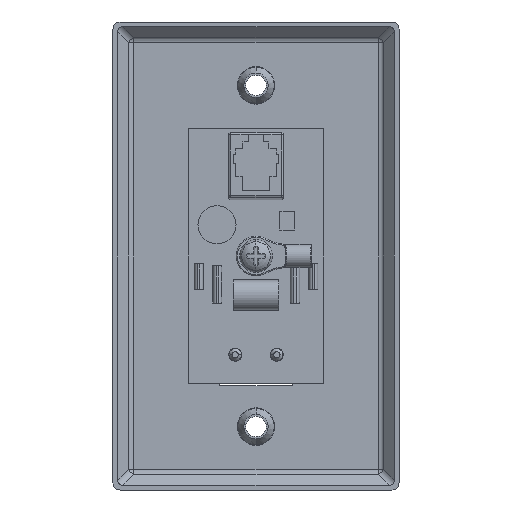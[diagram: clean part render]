
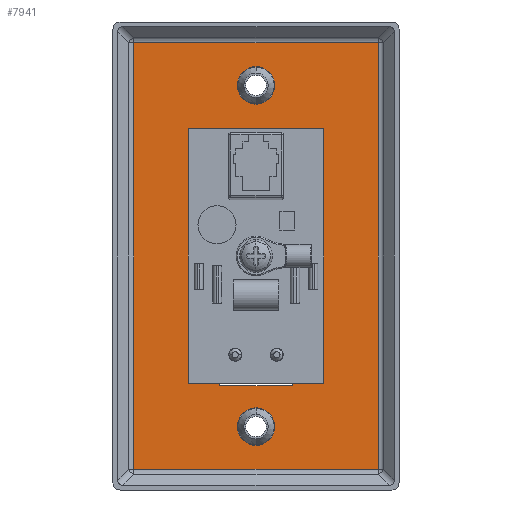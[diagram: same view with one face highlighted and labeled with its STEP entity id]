
A CAD part, front view. The second image highlights one B-rep face of the part: STEP entity #7941.
In plain terms, the highlighted planar face has unit normal (0, -1, 0).
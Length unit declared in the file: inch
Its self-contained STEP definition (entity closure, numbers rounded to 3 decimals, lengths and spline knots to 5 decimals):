
#7639 = EDGE_CURVE ( 'NONE', #7716, #7715, #19305, .T. ) ;
#7652 = EDGE_CURVE ( 'NONE', #7752, #7753, #19023, .T. ) ;
#7715 = VERTEX_POINT ( 'NONE', #19031 ) ;
#7716 = VERTEX_POINT ( 'NONE', #19030 ) ;
#7752 = VERTEX_POINT ( 'NONE', #19147 ) ;
#7753 = VERTEX_POINT ( 'NONE', #19146 ) ;
#7767 = VERTEX_POINT ( 'NONE', #19439 ) ;
#7769 = EDGE_CURVE ( 'NONE', #7771, #7767, #19377, .T. ) ;
#7771 = VERTEX_POINT ( 'NONE', #19437 ) ;
#7934 = ORIENTED_EDGE ( 'NONE', *, *, #7652, .F. ) ;
#7935 = EDGE_LOOP ( 'NONE', ( #7958, #7959, #7938, #8018 ) ) ;
#7936 = EDGE_LOOP ( 'NONE', ( #7934, #7940 ) ) ;
#7938 = ORIENTED_EDGE ( 'NONE', *, *, #7963, .F. ) ;
#7939 = EDGE_CURVE ( 'NONE', #7753, #7752, #19585, .T. ) ;
#7940 = ORIENTED_EDGE ( 'NONE', *, *, #7939, .F. ) ;
#7941 = ADVANCED_FACE ( 'NONE', ( #19461, #19456, #19453, #19452, #19516 ), #19753, .T. ) ;
#7942 = EDGE_CURVE ( 'NONE', #7962, #8034, #19759, .T. ) ;
#7958 = ORIENTED_EDGE ( 'NONE', *, *, #7942, .F. ) ;
#7959 = ORIENTED_EDGE ( 'NONE', *, *, #7960, .F. ) ;
#7960 = EDGE_CURVE ( 'NONE', #7961, #7962, #19668, .T. ) ;
#7961 = VERTEX_POINT ( 'NONE', #19684 ) ;
#7962 = VERTEX_POINT ( 'NONE', #19683 ) ;
#7963 = EDGE_CURVE ( 'NONE', #8111, #7961, #19663, .T. ) ;
#8018 = ORIENTED_EDGE ( 'NONE', *, *, #8067, .F. ) ;
#8034 = VERTEX_POINT ( 'NONE', #19906 ) ;
#8059 = ORIENTED_EDGE ( 'NONE', *, *, #8178, .F. ) ;
#8067 = EDGE_CURVE ( 'NONE', #8034, #8111, #19830, .T. ) ;
#8068 = ORIENTED_EDGE ( 'NONE', *, *, #8069, .F. ) ;
#8069 = EDGE_CURVE ( 'NONE', #7767, #7771, #19838, .T. ) ;
#8070 = VERTEX_POINT ( 'NONE', #19810 ) ;
#8072 = EDGE_LOOP ( 'NONE', ( #8068, #8391 ) ) ;
#8111 = VERTEX_POINT ( 'NONE', #20021 ) ;
#8151 = ORIENTED_EDGE ( 'NONE', *, *, #8177, .F. ) ;
#8176 = ORIENTED_EDGE ( 'NONE', *, *, #8403, .F. ) ;
#8177 = EDGE_CURVE ( 'NONE', #8400, #8070, #20123, .T. ) ;
#8178 = EDGE_CURVE ( 'NONE', #8399, #8400, #20118, .T. ) ;
#8390 = EDGE_LOOP ( 'NONE', ( #8397, #8396 ) ) ;
#8391 = ORIENTED_EDGE ( 'NONE', *, *, #7769, .F. ) ;
#8392 = EDGE_LOOP ( 'NONE', ( #8393, #8176, #8151, #8059 ) ) ;
#8393 = ORIENTED_EDGE ( 'NONE', *, *, #8402, .F. ) ;
#8395 = EDGE_CURVE ( 'NONE', #7715, #7716, #20351, .T. ) ;
#8396 = ORIENTED_EDGE ( 'NONE', *, *, #7639, .F. ) ;
#8397 = ORIENTED_EDGE ( 'NONE', *, *, #8395, .F. ) ;
#8398 = VERTEX_POINT ( 'NONE', #20359 ) ;
#8399 = VERTEX_POINT ( 'NONE', #20353 ) ;
#8400 = VERTEX_POINT ( 'NONE', #20345 ) ;
#8402 = EDGE_CURVE ( 'NONE', #8398, #8399, #20344, .T. ) ;
#8403 = EDGE_CURVE ( 'NONE', #8070, #8398, #20352, .T. ) ;
#19023 = CIRCLE ( 'NONE', #19099, 0.1005 ) ;
#19030 = CARTESIAN_POINT ( 'NONE',  ( 0., -0.0325, 1.82085 ) ) ;
#19031 = CARTESIAN_POINT ( 'NONE',  ( 0., -0.0325, 1.46035 ) ) ;
#19096 = DIRECTION ( 'NONE',  ( 0., 0., -1. ) ) ;
#19097 = DIRECTION ( 'NONE',  ( 0., -1., 0. ) ) ;
#19098 = CARTESIAN_POINT ( 'NONE',  ( 0., -0.0325, 0. ) ) ;
#19099 = AXIS2_PLACEMENT_3D ( 'NONE', #19098, #19097, #19096 ) ;
#19146 = CARTESIAN_POINT ( 'NONE',  ( 0., -0.0325, -0.1005 ) ) ;
#19147 = CARTESIAN_POINT ( 'NONE',  ( 0., -0.0325, 0.1005 ) ) ;
#19297 = DIRECTION ( 'NONE',  ( 0., 0., -1. ) ) ;
#19298 = DIRECTION ( 'NONE',  ( 0., -1., 0. ) ) ;
#19299 = CARTESIAN_POINT ( 'NONE',  ( 0., -0.0325, 1.6406 ) ) ;
#19300 = AXIS2_PLACEMENT_3D ( 'NONE', #19299, #19298, #19297 ) ;
#19305 = CIRCLE ( 'NONE', #19300, 0.18025 ) ;
#19377 = CIRCLE ( 'NONE', #19500, 0.18025 ) ;
#19437 = CARTESIAN_POINT ( 'NONE',  ( 0., -0.0325, -1.46035 ) ) ;
#19439 = CARTESIAN_POINT ( 'NONE',  ( 0., -0.0325, -1.82085 ) ) ;
#19452 = FACE_BOUND ( 'NONE', #8390, .T. ) ;
#19453 = FACE_BOUND ( 'NONE', #8072, .T. ) ;
#19456 = FACE_BOUND ( 'NONE', #7935, .T. ) ;
#19461 = FACE_BOUND ( 'NONE', #7936, .T. ) ;
#19497 = DIRECTION ( 'NONE',  ( 0., 0., -1. ) ) ;
#19498 = DIRECTION ( 'NONE',  ( 0., -1., 0. ) ) ;
#19499 = CARTESIAN_POINT ( 'NONE',  ( 0., -0.0325, -1.6406 ) ) ;
#19500 = AXIS2_PLACEMENT_3D ( 'NONE', #19499, #19498, #19497 ) ;
#19516 = FACE_OUTER_BOUND ( 'NONE', #8392, .T. ) ;
#19574 = DIRECTION ( 'NONE',  ( 0., 0., -1. ) ) ;
#19575 = DIRECTION ( 'NONE',  ( 0., -1., 0. ) ) ;
#19576 = CARTESIAN_POINT ( 'NONE',  ( 0., -0.0325, 0. ) ) ;
#19577 = AXIS2_PLACEMENT_3D ( 'NONE', #19576, #19575, #19574 ) ;
#19585 = CIRCLE ( 'NONE', #19577, 0.1005 ) ;
#19662 = CARTESIAN_POINT ( 'NONE',  ( 1.37519, -0.0325, -0.52375 ) ) ;
#19663 = LINE ( 'NONE', #19662, #19676 ) ;
#19667 = CARTESIAN_POINT ( 'NONE',  ( -0.34625, -0.0325, -2.25 ) ) ;
#19668 = LINE ( 'NONE', #19667, #19761 ) ;
#19670 = CARTESIAN_POINT ( 'NONE',  ( 1.37519, -0.0325, -1.24625 ) ) ;
#19671 = CARTESIAN_POINT ( 'NONE',  ( 1.37519, -0.0325, -2.25 ) ) ;
#19675 = DIRECTION ( 'NONE',  ( -1., 0., 0. ) ) ;
#19676 = VECTOR ( 'NONE', #19675, 39.37008 ) ;
#19681 = DIRECTION ( 'NONE',  ( 0., 0., -1. ) ) ;
#19683 = CARTESIAN_POINT ( 'NONE',  ( -0.34625, -0.0325, -1.24625 ) ) ;
#19684 = CARTESIAN_POINT ( 'NONE',  ( -0.34625, -0.0325, -0.52375 ) ) ;
#19704 = AXIS2_PLACEMENT_3D ( 'NONE', #19671, #19709, #19758 ) ;
#19709 = DIRECTION ( 'NONE',  ( 0., -1., 0. ) ) ;
#19753 = PLANE ( 'NONE',  #19704 ) ;
#19756 = DIRECTION ( 'NONE',  ( 1., 0., 0. ) ) ;
#19757 = VECTOR ( 'NONE', #19756, 39.37008 ) ;
#19758 = DIRECTION ( 'NONE',  ( 0., 0., -1. ) ) ;
#19759 = LINE ( 'NONE', #19670, #19757 ) ;
#19761 = VECTOR ( 'NONE', #19681, 39.37008 ) ;
#19806 = DIRECTION ( 'NONE',  ( 0., 0., -1. ) ) ;
#19807 = DIRECTION ( 'NONE',  ( 0., -1., 0. ) ) ;
#19808 = CARTESIAN_POINT ( 'NONE',  ( 0., -0.0325, -1.6406 ) ) ;
#19810 = CARTESIAN_POINT ( 'NONE',  ( -1.17629, -0.0325, 2.0511 ) ) ;
#19812 = DIRECTION ( 'NONE',  ( 0., 0., 1. ) ) ;
#19813 = VECTOR ( 'NONE', #19812, 39.37008 ) ;
#19814 = CARTESIAN_POINT ( 'NONE',  ( 0.34625, -0.0325, -2.25 ) ) ;
#19823 = AXIS2_PLACEMENT_3D ( 'NONE', #19808, #19807, #19806 ) ;
#19830 = LINE ( 'NONE', #19814, #19813 ) ;
#19838 = CIRCLE ( 'NONE', #19823, 0.18025 ) ;
#19906 = CARTESIAN_POINT ( 'NONE',  ( 0.34625, -0.0325, -1.24625 ) ) ;
#20021 = CARTESIAN_POINT ( 'NONE',  ( 0.34625, -0.0325, -0.52375 ) ) ;
#20115 = DIRECTION ( 'NONE',  ( -1., 0., 0. ) ) ;
#20116 = VECTOR ( 'NONE', #20115, 39.37008 ) ;
#20117 = CARTESIAN_POINT ( 'NONE',  ( 1.37519, -0.0325, -2.0511 ) ) ;
#20118 = LINE ( 'NONE', #20117, #20116 ) ;
#20120 = DIRECTION ( 'NONE',  ( 0., 0., 1. ) ) ;
#20121 = VECTOR ( 'NONE', #20120, 39.37008 ) ;
#20122 = CARTESIAN_POINT ( 'NONE',  ( -1.17629, -0.0325, -2.25 ) ) ;
#20123 = LINE ( 'NONE', #20122, #20121 ) ;
#20337 = DIRECTION ( 'NONE',  ( 1., 0., 0. ) ) ;
#20338 = VECTOR ( 'NONE', #20337, 39.37008 ) ;
#20339 = CARTESIAN_POINT ( 'NONE',  ( 1.37519, -0.0325, 2.0511 ) ) ;
#20341 = DIRECTION ( 'NONE',  ( 0., 0., -1. ) ) ;
#20342 = VECTOR ( 'NONE', #20341, 39.37008 ) ;
#20343 = CARTESIAN_POINT ( 'NONE',  ( 1.17629, -0.0325, -2.25 ) ) ;
#20344 = LINE ( 'NONE', #20343, #20342 ) ;
#20345 = CARTESIAN_POINT ( 'NONE',  ( -1.17629, -0.0325, -2.0511 ) ) ;
#20347 = DIRECTION ( 'NONE',  ( 0., 0., -1. ) ) ;
#20348 = DIRECTION ( 'NONE',  ( 0., -1., 0. ) ) ;
#20349 = CARTESIAN_POINT ( 'NONE',  ( 0., -0.0325, 1.6406 ) ) ;
#20350 = AXIS2_PLACEMENT_3D ( 'NONE', #20349, #20348, #20347 ) ;
#20351 = CIRCLE ( 'NONE', #20350, 0.18025 ) ;
#20352 = LINE ( 'NONE', #20339, #20338 ) ;
#20353 = CARTESIAN_POINT ( 'NONE',  ( 1.17629, -0.0325, -2.0511 ) ) ;
#20359 = CARTESIAN_POINT ( 'NONE',  ( 1.17629, -0.0325, 2.0511 ) ) ;
